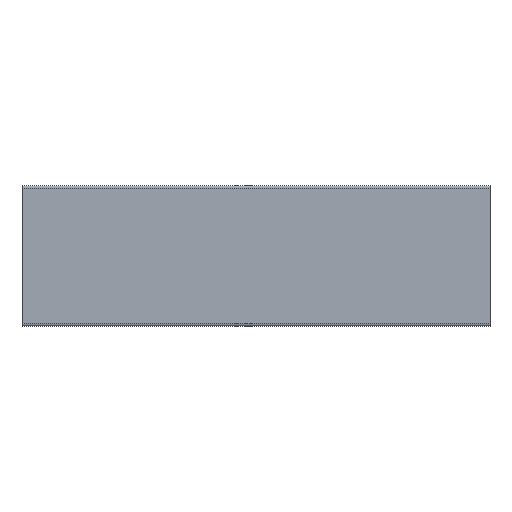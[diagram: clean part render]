
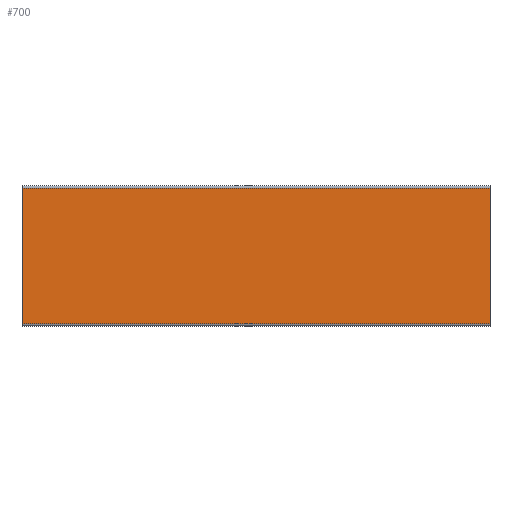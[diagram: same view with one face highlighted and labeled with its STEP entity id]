
A CAD part, top view. The second image highlights one B-rep face of the part: STEP entity #700.
In plain terms, the highlighted planar face has unit normal (0, 0, 1).
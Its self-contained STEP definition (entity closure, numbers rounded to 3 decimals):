
#22 = EDGE_CURVE ( 'NONE', #359, #653, #1001, .T. ) ;
#100 = EDGE_CURVE ( 'NONE', #653, #1058, #973, .T. ) ;
#116 = VECTOR ( 'NONE', #1280, 1000. ) ;
#138 = CARTESIAN_POINT ( 'NONE',  ( 41.509, 43.047, 6.5 ) ) ;
#198 = EDGE_CURVE ( 'NONE', #359, #981, #481, .T. ) ;
#212 = VECTOR ( 'NONE', #265, 1000. ) ;
#263 = CARTESIAN_POINT ( 'NONE',  ( 41.509, 72.047, 6.5 ) ) ;
#265 = DIRECTION ( 'NONE',  ( 0., -1., 0. ) ) ;
#333 = ORIENTED_EDGE ( 'NONE', *, *, #198, .F. ) ;
#342 = DIRECTION ( 'NONE',  ( 0., 0., -1. ) ) ;
#345 = AXIS2_PLACEMENT_3D ( 'NONE', #1232, #342, #642 ) ;
#359 = VERTEX_POINT ( 'NONE', #420 ) ;
#420 = CARTESIAN_POINT ( 'NONE',  ( 41.509, 72.047, 6.5 ) ) ;
#481 = LINE ( 'NONE', #487, #116 ) ;
#487 = CARTESIAN_POINT ( 'NONE',  ( 41.509, 43.047, 6.5 ) ) ;
#534 = EDGE_CURVE ( 'NONE', #981, #1058, #1197, .T. ) ;
#611 = CARTESIAN_POINT ( 'NONE',  ( 41.509, 43.047, 6.5 ) ) ;
#642 = DIRECTION ( 'NONE',  ( -1., 0., 0. ) ) ;
#653 = VERTEX_POINT ( 'NONE', #1136 ) ;
#659 = FACE_OUTER_BOUND ( 'NONE', #854, .T. ) ;
#700 = ADVANCED_FACE ( 'NONE', ( #659 ), #747, .F. ) ;
#704 = VECTOR ( 'NONE', #932, 1000. ) ;
#713 = CARTESIAN_POINT ( 'NONE',  ( -58.491, 43.047, 6.5 ) ) ;
#747 = PLANE ( 'NONE',  #345 ) ;
#854 = EDGE_LOOP ( 'NONE', ( #1121, #878, #333, #1201 ) ) ;
#878 = ORIENTED_EDGE ( 'NONE', *, *, #534, .F. ) ;
#916 = VECTOR ( 'NONE', #956, 1000. ) ;
#932 = DIRECTION ( 'NONE',  ( -1., 0., 0. ) ) ;
#956 = DIRECTION ( 'NONE',  ( -1., 0., 0. ) ) ;
#973 = LINE ( 'NONE', #1060, #212 ) ;
#981 = VERTEX_POINT ( 'NONE', #611 ) ;
#1001 = LINE ( 'NONE', #263, #916 ) ;
#1058 = VERTEX_POINT ( 'NONE', #713 ) ;
#1060 = CARTESIAN_POINT ( 'NONE',  ( -58.491, 43.047, 6.5 ) ) ;
#1121 = ORIENTED_EDGE ( 'NONE', *, *, #100, .T. ) ;
#1136 = CARTESIAN_POINT ( 'NONE',  ( -58.491, 72.047, 6.5 ) ) ;
#1197 = LINE ( 'NONE', #138, #704 ) ;
#1201 = ORIENTED_EDGE ( 'NONE', *, *, #22, .T. ) ;
#1232 = CARTESIAN_POINT ( 'NONE',  ( 41.509, 43.047, 6.5 ) ) ;
#1280 = DIRECTION ( 'NONE',  ( 0., -1., 0. ) ) ;
